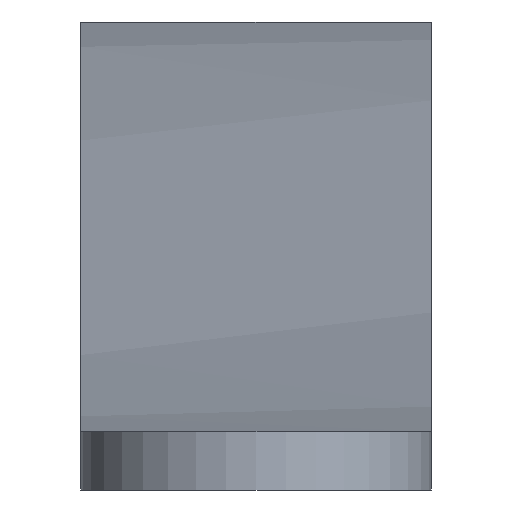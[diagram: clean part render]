
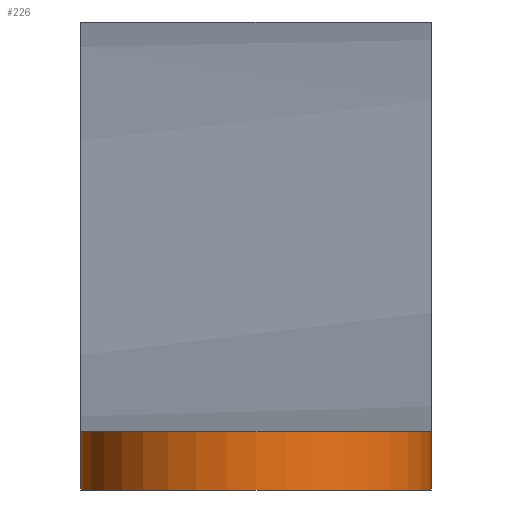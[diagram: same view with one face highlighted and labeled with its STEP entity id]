
A CAD part, left-side view. The second image highlights one B-rep face of the part: STEP entity #226.
In plain terms, the highlighted cylindrical face has radius 4.763 mm (diameter 9.525 mm), a partial arc.
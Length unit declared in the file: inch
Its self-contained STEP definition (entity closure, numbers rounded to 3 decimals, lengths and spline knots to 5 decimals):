
#31=CIRCLE('',#257,0.1875);
#32=CIRCLE('',#258,0.1875);
#36=CYLINDRICAL_SURFACE('',#256,0.1875);
#46=FACE_OUTER_BOUND('',#60,.T.);
#60=EDGE_LOOP('',(#201,#202,#203,#204));
#80=LINE('',#597,#98);
#84=LINE('',#604,#102);
#98=VECTOR('',#300,0.3937);
#102=VECTOR('',#306,0.3937);
#121=VERTEX_POINT('',#594);
#122=VERTEX_POINT('',#596);
#123=VERTEX_POINT('',#600);
#124=VERTEX_POINT('',#602);
#148=EDGE_CURVE('',#121,#122,#80,.T.);
#152=EDGE_CURVE('',#123,#124,#84,.T.);
#153=EDGE_CURVE('',#121,#123,#31,.T.);
#154=EDGE_CURVE('',#122,#124,#32,.T.);
#201=ORIENTED_EDGE('',*,*,#153,.T.);
#202=ORIENTED_EDGE('',*,*,#152,.T.);
#203=ORIENTED_EDGE('',*,*,#154,.F.);
#204=ORIENTED_EDGE('',*,*,#148,.F.);
#226=ADVANCED_FACE('',(#46),#36,.T.);
#256=AXIS2_PLACEMENT_3D('',#605,#307,#308);
#257=AXIS2_PLACEMENT_3D('',#606,#309,#310);
#258=AXIS2_PLACEMENT_3D('',#607,#311,#312);
#300=DIRECTION('',(0.,0.,1.));
#306=DIRECTION('',(0.,0.,1.));
#307=DIRECTION('center_axis',(0.,0.,1.));
#308=DIRECTION('ref_axis',(-1.,0.,0.));
#309=DIRECTION('center_axis',(0.,0.,1.));
#310=DIRECTION('ref_axis',(1.,0.,0.));
#311=DIRECTION('center_axis',(0.,0.,1.));
#312=DIRECTION('ref_axis',(1.,0.,0.));
#594=CARTESIAN_POINT('',(0.,0.1875,0.));
#596=CARTESIAN_POINT('',(0.,0.1875,0.0625));
#597=CARTESIAN_POINT('',(0.,0.1875,0.));
#600=CARTESIAN_POINT('',(0.,-0.1875,0.));
#602=CARTESIAN_POINT('',(0.,-0.1875,0.0625));
#604=CARTESIAN_POINT('',(0.,-0.1875,0.));
#605=CARTESIAN_POINT('Origin',(0.,0.,0.));
#606=CARTESIAN_POINT('Origin',(0.,0.,0.));
#607=CARTESIAN_POINT('Origin',(0.,0.,0.0625));
